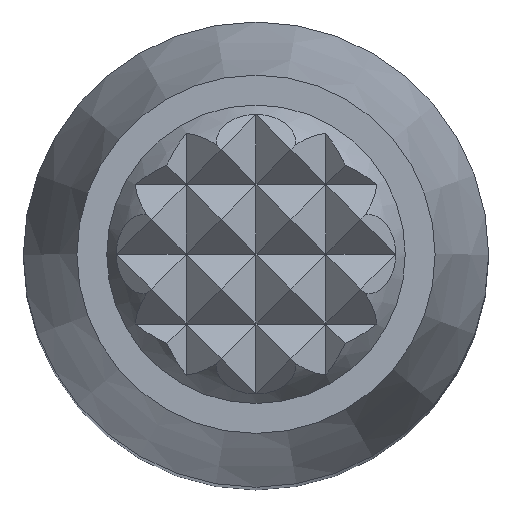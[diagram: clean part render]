
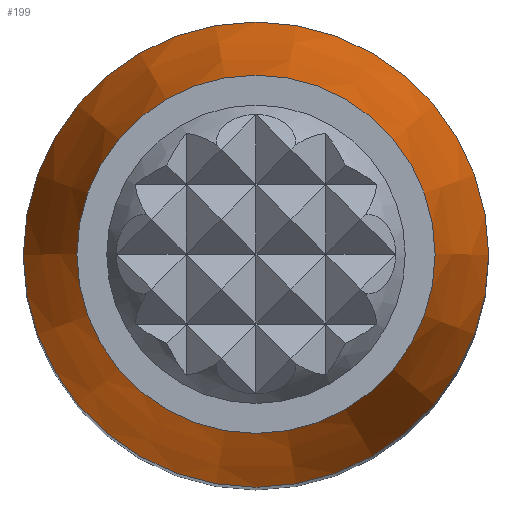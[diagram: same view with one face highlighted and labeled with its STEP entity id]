
A CAD part, top view. The second image highlights one B-rep face of the part: STEP entity #199.
In plain terms, the highlighted conical face has half-angle 14.34 degrees and reference radius 3.85 mm.
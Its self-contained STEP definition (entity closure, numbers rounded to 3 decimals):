
#199 = ADVANCED_FACE( '', ( #441, #442 ), #443, .T. );
#441 = FACE_OUTER_BOUND( '', #728, .T. );
#442 = FACE_BOUND( '', #729, .T. );
#443 = CONICAL_SURFACE( '', #730, 3.85, 0.25 );
#728 = EDGE_LOOP( '', ( #1194 ) );
#729 = EDGE_LOOP( '', ( #1195 ) );
#730 = AXIS2_PLACEMENT_3D( '', #1196, #1197, #1198 );
#1194 = ORIENTED_EDGE( '', *, *, #1747, .F. );
#1195 = ORIENTED_EDGE( '', *, *, #1748, .F. );
#1196 = CARTESIAN_POINT( '', ( 0., 0., 38.85 ) );
#1197 = DIRECTION( '', ( 0., 0., -1. ) );
#1198 = DIRECTION( '', ( -1., 0., 0. ) );
#1747 = EDGE_CURVE( '', #2082, #2082, #2083, .F. );
#1748 = EDGE_CURVE( '', #2084, #2084, #2085, .T. );
#2082 = VERTEX_POINT( '', #2526 );
#2083 = CIRCLE( '', #2527, 5. );
#2084 = VERTEX_POINT( '', #2528 );
#2085 = CIRCLE( '', #2529, 3.85 );
#2526 = CARTESIAN_POINT( '', ( 5., 0., 34.35 ) );
#2527 = AXIS2_PLACEMENT_3D( '', #2831, #2832, #2833 );
#2528 = CARTESIAN_POINT( '', ( 3.85, 0., 38.85 ) );
#2529 = AXIS2_PLACEMENT_3D( '', #2834, #2835, #2836 );
#2831 = CARTESIAN_POINT( '', ( 0., 0., 34.35 ) );
#2832 = DIRECTION( '', ( 0., 0., 1. ) );
#2833 = DIRECTION( '', ( 1., 0., 0. ) );
#2834 = CARTESIAN_POINT( '', ( 0., 0., 38.85 ) );
#2835 = DIRECTION( '', ( 0., 0., 1. ) );
#2836 = DIRECTION( '', ( 1., 0., 0. ) );
